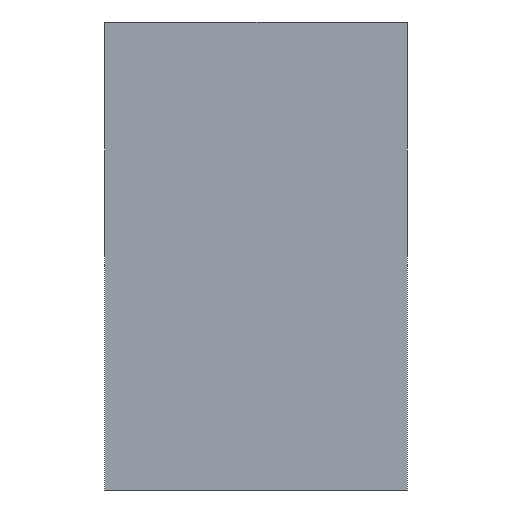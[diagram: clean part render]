
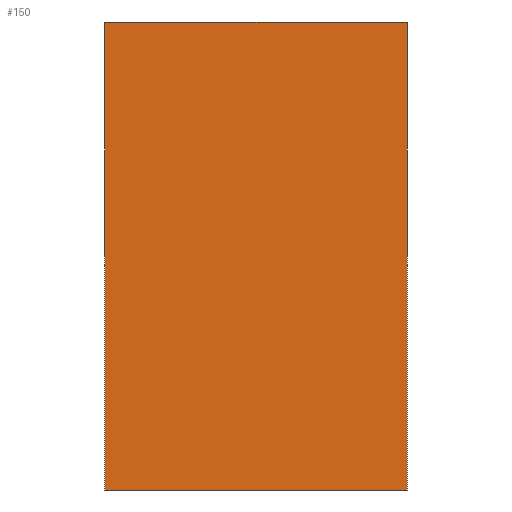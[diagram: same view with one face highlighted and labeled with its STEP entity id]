
A CAD part, left-side view. The second image highlights one B-rep face of the part: STEP entity #150.
In plain terms, the highlighted planar face has unit normal (-1, 0, 0).
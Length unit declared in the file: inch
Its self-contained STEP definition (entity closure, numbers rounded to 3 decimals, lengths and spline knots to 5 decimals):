
#8 = DIRECTION ( 'NONE',  ( 1., 0., 0. ) ) ;
#14 = CARTESIAN_POINT ( 'NONE',  ( -2.08661, 0.86614, -0.66929 ) ) ;
#24 = CARTESIAN_POINT ( 'NONE',  ( -2.08661, 0.86614, 0.66929 ) ) ;
#36 = FACE_OUTER_BOUND ( 'NONE', #52, .T. ) ;
#39 = CARTESIAN_POINT ( 'NONE',  ( -2.08661, 0.86614, 0.66929 ) ) ;
#41 = PLANE ( 'NONE',  #82 ) ;
#44 = DIRECTION ( 'NONE',  ( 0., 0., -1. ) ) ;
#51 = VECTOR ( 'NONE', #68, 39.37008 ) ;
#52 = EDGE_LOOP ( 'NONE', ( #149, #59, #66, #108 ) ) ;
#59 = ORIENTED_EDGE ( 'NONE', *, *, #121, .F. ) ;
#63 = VERTEX_POINT ( 'NONE', #97 ) ;
#64 = EDGE_CURVE ( 'NONE', #139, #202, #81, .T. ) ;
#66 = ORIENTED_EDGE ( 'NONE', *, *, #182, .F. ) ;
#68 = DIRECTION ( 'NONE',  ( 0., -1., 0. ) ) ;
#80 = LINE ( 'NONE', #127, #120 ) ;
#81 = LINE ( 'NONE', #95, #155 ) ;
#82 = AXIS2_PLACEMENT_3D ( 'NONE', #39, #8, #44 ) ;
#83 = CARTESIAN_POINT ( 'NONE',  ( -2.08661, 0., -0.66929 ) ) ;
#84 = DIRECTION ( 'NONE',  ( 0., 0., 1. ) ) ;
#87 = CARTESIAN_POINT ( 'NONE',  ( -2.08661, 0., 0.66929 ) ) ;
#95 = CARTESIAN_POINT ( 'NONE',  ( -2.08661, 0., 0.66929 ) ) ;
#97 = CARTESIAN_POINT ( 'NONE',  ( -2.08661, 0.86614, -0.66929 ) ) ;
#108 = ORIENTED_EDGE ( 'NONE', *, *, #210, .T. ) ;
#112 = VECTOR ( 'NONE', #174, 39.37008 ) ;
#120 = VECTOR ( 'NONE', #84, 39.37008 ) ;
#121 = EDGE_CURVE ( 'NONE', #164, #202, #199, .T. ) ;
#125 = LINE ( 'NONE', #14, #51 ) ;
#126 = CARTESIAN_POINT ( 'NONE',  ( -2.08661, 0.86614, 0.66929 ) ) ;
#127 = CARTESIAN_POINT ( 'NONE',  ( -2.08661, 0.86614, 0.66929 ) ) ;
#139 = VERTEX_POINT ( 'NONE', #83 ) ;
#149 = ORIENTED_EDGE ( 'NONE', *, *, #64, .T. ) ;
#150 = ADVANCED_FACE ( 'NONE', ( #36 ), #41, .F. ) ;
#155 = VECTOR ( 'NONE', #158, 39.37008 ) ;
#158 = DIRECTION ( 'NONE',  ( 0., 0., 1. ) ) ;
#164 = VERTEX_POINT ( 'NONE', #126 ) ;
#174 = DIRECTION ( 'NONE',  ( 0., -1., 0. ) ) ;
#182 = EDGE_CURVE ( 'NONE', #63, #164, #80, .T. ) ;
#199 = LINE ( 'NONE', #24, #112 ) ;
#202 = VERTEX_POINT ( 'NONE', #87 ) ;
#210 = EDGE_CURVE ( 'NONE', #63, #139, #125, .T. ) ;
